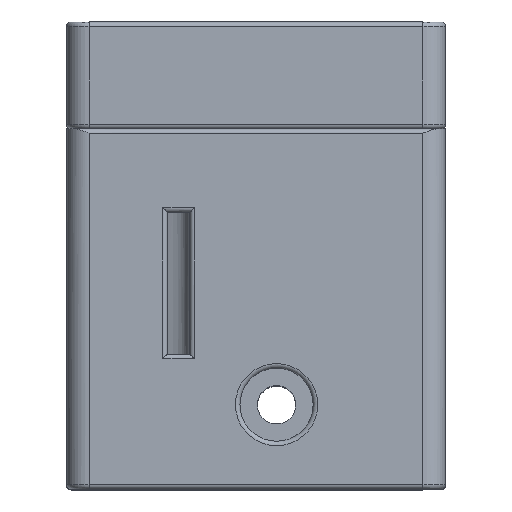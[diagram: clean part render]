
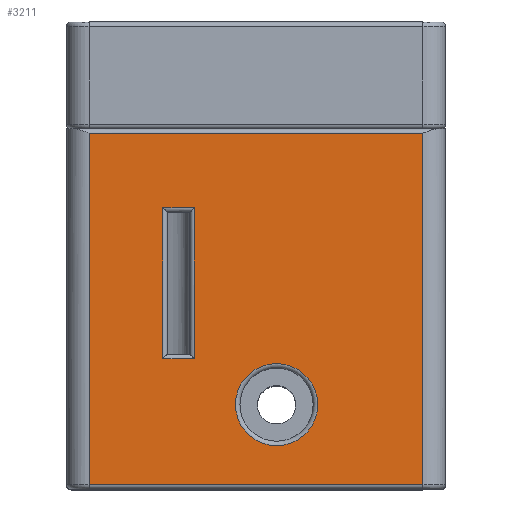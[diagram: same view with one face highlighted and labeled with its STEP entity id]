
A CAD part, top view. The second image highlights one B-rep face of the part: STEP entity #3211.
In plain terms, the highlighted planar face has unit normal (0, 0, 1).
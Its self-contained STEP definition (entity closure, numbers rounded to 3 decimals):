
#88=FACE_BOUND('',#620,.T.);
#89=FACE_BOUND('',#621,.T.);
#116=PLANE('',#3454);
#188=CIRCLE('',#3455,3.65);
#410=FACE_OUTER_BOUND('',#619,.T.);
#619=EDGE_LOOP('',(#2185,#2186,#2187,#2188));
#620=EDGE_LOOP('',(#2189));
#621=EDGE_LOOP('',(#2190,#2191,#2192,#2193));
#842=LINE('',#5023,#1083);
#844=LINE('',#5031,#1085);
#860=LINE('',#5097,#1101);
#862=LINE('',#5106,#1103);
#865=LINE('',#5114,#1106);
#866=LINE('',#5116,#1107);
#873=LINE('',#5197,#1114);
#874=LINE('',#5198,#1115);
#1083=VECTOR('',#3874,10.);
#1085=VECTOR('',#3882,10.);
#1101=VECTOR('',#3934,10.);
#1103=VECTOR('',#3942,10.);
#1106=VECTOR('',#3951,10.);
#1107=VECTOR('',#3954,10.);
#1114=VECTOR('',#3967,10.);
#1115=VECTOR('',#3968,10.);
#1329=VERTEX_POINT('',#5006);
#1332=VERTEX_POINT('',#5016);
#1335=VERTEX_POINT('',#5029);
#1366=VERTEX_POINT('',#5095);
#1367=VERTEX_POINT('',#5096);
#1370=VERTEX_POINT('',#5104);
#1371=VERTEX_POINT('',#5105);
#1379=VERTEX_POINT('',#5196);
#1380=VERTEX_POINT('',#5199);
#1626=EDGE_CURVE('',#1332,#1329,#842,.T.);
#1630=EDGE_CURVE('',#1335,#1332,#844,.T.);
#1662=EDGE_CURVE('',#1366,#1367,#860,.T.);
#1666=EDGE_CURVE('',#1370,#1371,#862,.T.);
#1671=EDGE_CURVE('',#1371,#1366,#865,.T.);
#1672=EDGE_CURVE('',#1367,#1370,#866,.T.);
#1681=EDGE_CURVE('',#1379,#1335,#873,.T.);
#1682=EDGE_CURVE('',#1329,#1379,#874,.T.);
#1683=EDGE_CURVE('',#1380,#1380,#188,.T.);
#2185=ORIENTED_EDGE('',*,*,#1626,.F.);
#2186=ORIENTED_EDGE('',*,*,#1630,.F.);
#2187=ORIENTED_EDGE('',*,*,#1681,.F.);
#2188=ORIENTED_EDGE('',*,*,#1682,.F.);
#2189=ORIENTED_EDGE('',*,*,#1683,.F.);
#2190=ORIENTED_EDGE('',*,*,#1666,.F.);
#2191=ORIENTED_EDGE('',*,*,#1672,.F.);
#2192=ORIENTED_EDGE('',*,*,#1662,.F.);
#2193=ORIENTED_EDGE('',*,*,#1671,.F.);
#3211=ADVANCED_FACE('',(#410,#88,#89),#116,.T.);
#3454=AXIS2_PLACEMENT_3D('',#5195,#3965,#3966);
#3455=AXIS2_PLACEMENT_3D('',#5200,#3969,#3970);
#3874=DIRECTION('',(1.,0.,0.));
#3882=DIRECTION('',(0.,1.,0.));
#3934=DIRECTION('',(0.,1.,0.));
#3942=DIRECTION('',(0.,-1.,0.));
#3951=DIRECTION('',(1.,0.,0.));
#3954=DIRECTION('',(-1.,0.,0.));
#3965=DIRECTION('center_axis',(0.,0.,1.));
#3966=DIRECTION('ref_axis',(1.,0.,0.));
#3967=DIRECTION('',(-1.,0.,0.));
#3968=DIRECTION('',(0.,-1.,0.));
#3969=DIRECTION('center_axis',(0.,0.,1.));
#3970=DIRECTION('ref_axis',(-1.,0.,0.));
#5006=CARTESIAN_POINT('',(13.,31.6,23.));
#5016=CARTESIAN_POINT('',(-16.65,31.6,23.));
#5023=CARTESIAN_POINT('',(-10.238,31.6,23.));
#5029=CARTESIAN_POINT('',(-16.65,0.4,23.));
#5031=CARTESIAN_POINT('',(-16.65,0.,23.));
#5095=CARTESIAN_POINT('',(-7.3,11.6,23.));
#5096=CARTESIAN_POINT('',(-7.3,25.,23.));
#5097=CARTESIAN_POINT('',(-7.3,6.,23.));
#5104=CARTESIAN_POINT('',(-10.1,25.,23.));
#5105=CARTESIAN_POINT('',(-10.1,11.6,23.));
#5106=CARTESIAN_POINT('',(-10.1,6.,23.));
#5114=CARTESIAN_POINT('',(-15.256,11.6,23.));
#5116=CARTESIAN_POINT('',(-15.256,25.,23.));
#5195=CARTESIAN_POINT('Origin',(-18.65,0.,23.));
#5196=CARTESIAN_POINT('',(13.,0.4,23.));
#5197=CARTESIAN_POINT('',(-10.238,0.4,23.));
#5198=CARTESIAN_POINT('',(13.,0.,23.));
#5199=CARTESIAN_POINT('',(3.65,7.5,23.));
#5200=CARTESIAN_POINT('Origin',(0.,7.5,23.));
